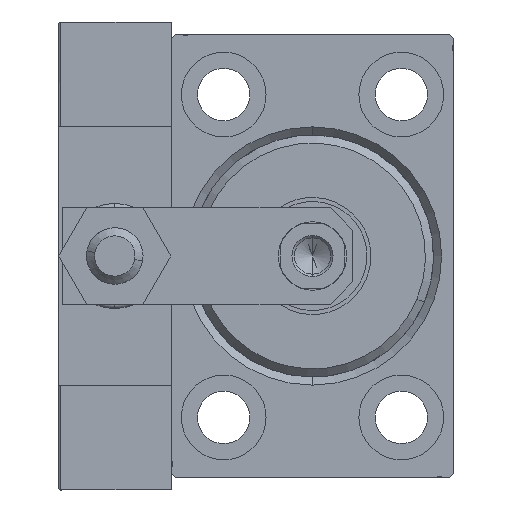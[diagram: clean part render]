
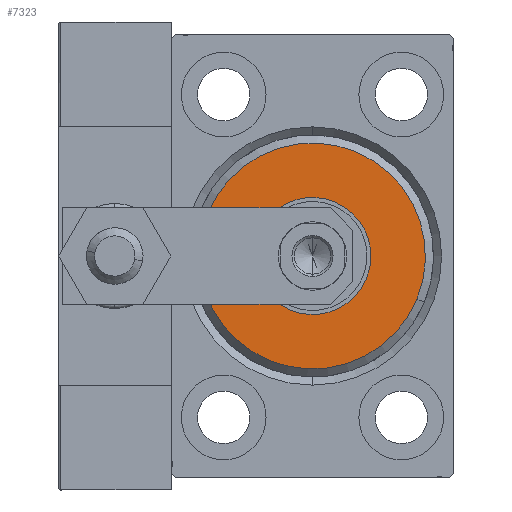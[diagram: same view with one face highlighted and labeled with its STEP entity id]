
A CAD part, left-side view. The second image highlights one B-rep face of the part: STEP entity #7323.
In plain terms, the highlighted face is planar.
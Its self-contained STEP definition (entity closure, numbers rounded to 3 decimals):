
#801 = CARTESIAN_POINT ( 'NONE',  ( 3., 0., 0. ) ) ;
#2697 = EDGE_CURVE ( 'NONE', #44160, #48047, #11146, .T. ) ;
#3922 = AXIS2_PLACEMENT_3D ( 'NONE', #28568, #20129, #16271 ) ;
#3964 = DIRECTION ( 'NONE',  ( 0., 0., -1. ) ) ;
#5859 = CARTESIAN_POINT ( 'NONE',  ( 3., 0., -14. ) ) ;
#7323 = ADVANCED_FACE ( 'NONE', ( #8071, #34731 ), #46488, .T. ) ;
#8035 = DIRECTION ( 'NONE',  ( 1., 0., 0. ) ) ;
#8071 = FACE_OUTER_BOUND ( 'NONE', #36421, .T. ) ;
#8982 = DIRECTION ( 'NONE',  ( 1., 0., 0. ) ) ;
#9514 = AXIS2_PLACEMENT_3D ( 'NONE', #801, #8982, #32573 ) ;
#9523 = ORIENTED_EDGE ( 'NONE', *, *, #12444, .T. ) ;
#11146 = CIRCLE ( 'NONE', #9514, 7.25 ) ;
#11319 = CIRCLE ( 'NONE', #46522, 7.25 ) ;
#12444 = EDGE_CURVE ( 'NONE', #16410, #25171, #33420, .T. ) ;
#12822 = EDGE_LOOP ( 'NONE', ( #13343, #28342 ) ) ;
#13343 = ORIENTED_EDGE ( 'NONE', *, *, #2697, .F. ) ;
#15401 = ORIENTED_EDGE ( 'NONE', *, *, #47095, .T. ) ;
#16271 = DIRECTION ( 'NONE',  ( 0., 0., -1. ) ) ;
#16410 = VERTEX_POINT ( 'NONE', #49531 ) ;
#18046 = EDGE_CURVE ( 'NONE', #48047, #44160, #11319, .T. ) ;
#18149 = CIRCLE ( 'NONE', #46775, 14. ) ;
#20129 = DIRECTION ( 'NONE',  ( 1., 0., 0. ) ) ;
#25171 = VERTEX_POINT ( 'NONE', #5859 ) ;
#27034 = CARTESIAN_POINT ( 'NONE',  ( 3., 0., 0. ) ) ;
#28342 = ORIENTED_EDGE ( 'NONE', *, *, #18046, .F. ) ;
#28568 = CARTESIAN_POINT ( 'NONE',  ( 3., 0., 0. ) ) ;
#31085 = CARTESIAN_POINT ( 'NONE',  ( 3., 0., -7.25 ) ) ;
#31874 = CARTESIAN_POINT ( 'NONE',  ( 3., 0., 0. ) ) ;
#32573 = DIRECTION ( 'NONE',  ( 0., 0., -1. ) ) ;
#33420 = CIRCLE ( 'NONE', #3922, 14. ) ;
#34731 = FACE_BOUND ( 'NONE', #12822, .T. ) ;
#36421 = EDGE_LOOP ( 'NONE', ( #9523, #15401 ) ) ;
#38344 = DIRECTION ( 'NONE',  ( 1., 0., 0. ) ) ;
#41667 = CARTESIAN_POINT ( 'NONE',  ( 3., 0., 0. ) ) ;
#42425 = DIRECTION ( 'NONE',  ( 0., 0., -1. ) ) ;
#43821 = AXIS2_PLACEMENT_3D ( 'NONE', #27034, #47264, #3964 ) ;
#44160 = VERTEX_POINT ( 'NONE', #31085 ) ;
#45456 = CARTESIAN_POINT ( 'NONE',  ( 3., 0., 7.25 ) ) ;
#46488 = PLANE ( 'NONE',  #43821 ) ;
#46522 = AXIS2_PLACEMENT_3D ( 'NONE', #41667, #38344, #42425 ) ;
#46775 = AXIS2_PLACEMENT_3D ( 'NONE', #31874, #8035, #47484 ) ;
#47095 = EDGE_CURVE ( 'NONE', #25171, #16410, #18149, .T. ) ;
#47264 = DIRECTION ( 'NONE',  ( 1., 0., 0. ) ) ;
#47484 = DIRECTION ( 'NONE',  ( 0., 0., -1. ) ) ;
#48047 = VERTEX_POINT ( 'NONE', #45456 ) ;
#49531 = CARTESIAN_POINT ( 'NONE',  ( 3., 0., 14. ) ) ;
